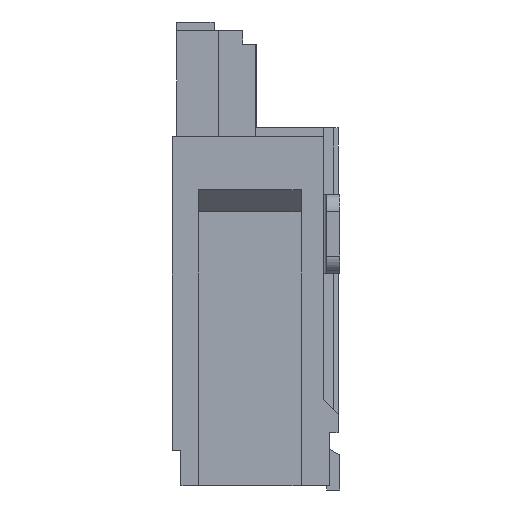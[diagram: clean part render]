
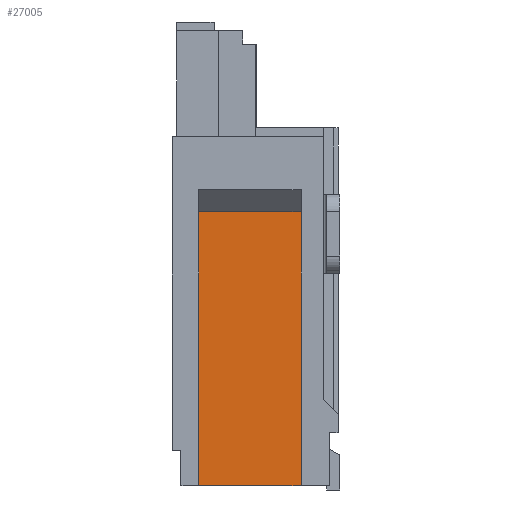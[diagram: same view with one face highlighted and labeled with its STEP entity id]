
A CAD part, left-side view. The second image highlights one B-rep face of the part: STEP entity #27005.
In plain terms, the highlighted planar face has unit normal (-1, 0, 0).
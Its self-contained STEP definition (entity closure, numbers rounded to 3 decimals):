
#26974 = EDGE_CURVE('',#26975,#26977,#26979,.T.);
#26975 = VERTEX_POINT('',#26976);
#26976 = CARTESIAN_POINT('',(-5.6,1.58,-4.05));
#26977 = VERTEX_POINT('',#26978);
#26978 = CARTESIAN_POINT('',(-5.6,0.42,-4.05));
#26979 = LINE('',#26980,#26981);
#26980 = CARTESIAN_POINT('',(-5.6,1.58,-4.05));
#26981 = VECTOR('',#26982,1.);
#26982 = DIRECTION('',(0.,-1.,0.));
#27005 = ADVANCED_FACE('',(#27006),#27031,.F.);
#27006 = FACE_BOUND('',#27007,.F.);
#27007 = EDGE_LOOP('',(#27008,#27018,#27024,#27025));
#27008 = ORIENTED_EDGE('',*,*,#27009,.F.);
#27009 = EDGE_CURVE('',#27010,#27012,#27014,.T.);
#27010 = VERTEX_POINT('',#27011);
#27011 = CARTESIAN_POINT('',(-5.6,0.42,-0.95));
#27012 = VERTEX_POINT('',#27013);
#27013 = CARTESIAN_POINT('',(-5.6,1.58,-0.95));
#27014 = LINE('',#27015,#27016);
#27015 = CARTESIAN_POINT('',(-5.6,0.42,-0.95));
#27016 = VECTOR('',#27017,1.);
#27017 = DIRECTION('',(0.,1.,0.));
#27018 = ORIENTED_EDGE('',*,*,#27019,.F.);
#27019 = EDGE_CURVE('',#26977,#27010,#27020,.T.);
#27020 = LINE('',#27021,#27022);
#27021 = CARTESIAN_POINT('',(-5.6,0.42,-4.05));
#27022 = VECTOR('',#27023,1.);
#27023 = DIRECTION('',(0.,0.,1.));
#27024 = ORIENTED_EDGE('',*,*,#26974,.F.);
#27025 = ORIENTED_EDGE('',*,*,#27026,.T.);
#27026 = EDGE_CURVE('',#26975,#27012,#27027,.T.);
#27027 = LINE('',#27028,#27029);
#27028 = CARTESIAN_POINT('',(-5.6,1.58,-4.05));
#27029 = VECTOR('',#27030,1.);
#27030 = DIRECTION('',(0.,0.,1.));
#27031 = PLANE('',#27032);
#27032 = AXIS2_PLACEMENT_3D('',#27033,#27034,#27035);
#27033 = CARTESIAN_POINT('',(-5.6,1.58,-4.05));
#27034 = DIRECTION('',(1.,0.,0.));
#27035 = DIRECTION('',(0.,-1.,0.));
